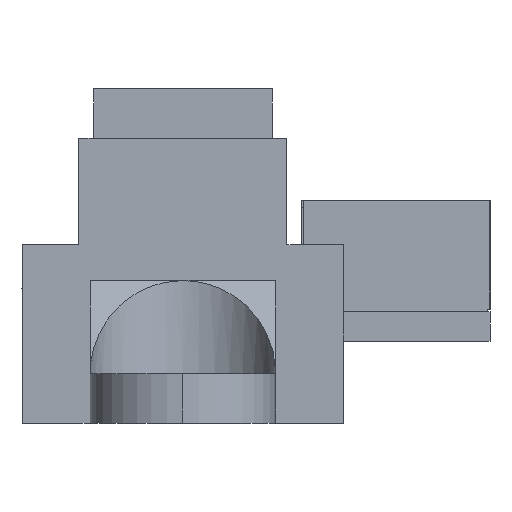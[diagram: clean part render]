
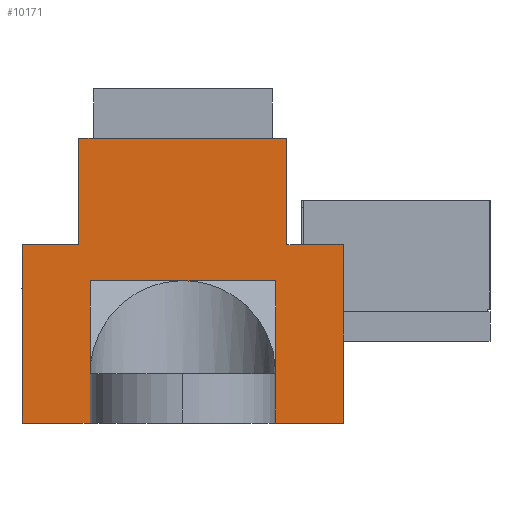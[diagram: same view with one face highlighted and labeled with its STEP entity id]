
A CAD part, left-side view. The second image highlights one B-rep face of the part: STEP entity #10171.
In plain terms, the highlighted planar face has unit normal (-1, 0, 0).
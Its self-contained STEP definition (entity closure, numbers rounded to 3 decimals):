
#26 = EDGE_CURVE ( 'NONE', #13421, #5445, #10482, .T. ) ;
#424 = ORIENTED_EDGE ( 'NONE', *, *, #11857, .T. ) ;
#465 = CARTESIAN_POINT ( 'NONE',  ( -14.75, 3.75, 5.75 ) ) ;
#743 = DIRECTION ( 'NONE',  ( 0., 0., -1. ) ) ;
#767 = DIRECTION ( 'NONE',  ( 0., 0., -1. ) ) ;
#998 = VERTEX_POINT ( 'NONE', #5563 ) ;
#1217 = VERTEX_POINT ( 'NONE', #6194 ) ;
#1453 = CARTESIAN_POINT ( 'NONE',  ( -14.75, -3.75, 5.75 ) ) ;
#1673 = ORIENTED_EDGE ( 'NONE', *, *, #9422, .F. ) ;
#1828 = PLANE ( 'NONE',  #13261 ) ;
#1840 = EDGE_CURVE ( 'NONE', #12405, #8663, #11095, .T. ) ;
#1961 = EDGE_CURVE ( 'NONE', #4298, #6852, #4913, .T. ) ;
#1987 = LINE ( 'NONE', #3261, #2341 ) ;
#2074 = ORIENTED_EDGE ( 'NONE', *, *, #1840, .T. ) ;
#2145 = ORIENTED_EDGE ( 'NONE', *, *, #6653, .F. ) ;
#2341 = VECTOR ( 'NONE', #11991, 1000. ) ;
#2445 = ORIENTED_EDGE ( 'NONE', *, *, #1961, .F. ) ;
#2495 = CARTESIAN_POINT ( 'NONE',  ( -14.75, 3.75, 0. ) ) ;
#2987 = VECTOR ( 'NONE', #13282, 1000. ) ;
#3121 = CARTESIAN_POINT ( 'NONE',  ( -14.75, 3.75, 13.5 ) ) ;
#3173 = EDGE_LOOP ( 'NONE', ( #1673, #10572, #7543, #2145, #2074, #4929, #10938, #13025, #12807, #2445, #11832, #5351, #424 ) ) ;
#3176 = LINE ( 'NONE', #12839, #3267 ) ;
#3261 = CARTESIAN_POINT ( 'NONE',  ( -14.75, -4.2, 13.5 ) ) ;
#3267 = VECTOR ( 'NONE', #6379, 1000. ) ;
#3456 = CARTESIAN_POINT ( 'NONE',  ( -14.75, 4.2, 11.5 ) ) ;
#3854 = CARTESIAN_POINT ( 'NONE',  ( -14.75, 6.495, 0. ) ) ;
#3961 = VECTOR ( 'NONE', #12722, 1000. ) ;
#3967 = CARTESIAN_POINT ( 'NONE',  ( -14.75, 6.495, 7.2 ) ) ;
#4057 = CARTESIAN_POINT ( 'NONE',  ( -14.75, -3.75, 13.5 ) ) ;
#4298 = VERTEX_POINT ( 'NONE', #7416 ) ;
#4318 = LINE ( 'NONE', #3121, #6416 ) ;
#4329 = CARTESIAN_POINT ( 'NONE',  ( -14.75, 6.5, 7.2 ) ) ;
#4456 = EDGE_CURVE ( 'NONE', #5445, #998, #4627, .T. ) ;
#4627 = LINE ( 'NONE', #2495, #11195 ) ;
#4913 = LINE ( 'NONE', #12373, #7517 ) ;
#4929 = ORIENTED_EDGE ( 'NONE', *, *, #13171, .T. ) ;
#4972 = CARTESIAN_POINT ( 'NONE',  ( -14.75, 0., 5.75 ) ) ;
#4973 = VERTEX_POINT ( 'NONE', #3456 ) ;
#5134 = DIRECTION ( 'NONE',  ( 0., -1., 0. ) ) ;
#5170 = LINE ( 'NONE', #11703, #8280 ) ;
#5337 = LINE ( 'NONE', #4329, #5782 ) ;
#5351 = ORIENTED_EDGE ( 'NONE', *, *, #6454, .F. ) ;
#5445 = VERTEX_POINT ( 'NONE', #3854 ) ;
#5563 = CARTESIAN_POINT ( 'NONE',  ( -14.75, 3.75, 0. ) ) ;
#5714 = LINE ( 'NONE', #9123, #13534 ) ;
#5782 = VECTOR ( 'NONE', #5134, 1000. ) ;
#5834 = LINE ( 'NONE', #10168, #12169 ) ;
#6194 = CARTESIAN_POINT ( 'NONE',  ( -14.75, 4.2, 7.2 ) ) ;
#6306 = DIRECTION ( 'NONE',  ( 0., 0., -1. ) ) ;
#6353 = VECTOR ( 'NONE', #743, 1000. ) ;
#6379 = DIRECTION ( 'NONE',  ( 0., -1., 0. ) ) ;
#6416 = VECTOR ( 'NONE', #8450, 1000. ) ;
#6454 = EDGE_CURVE ( 'NONE', #4973, #12737, #6972, .T. ) ;
#6653 = EDGE_CURVE ( 'NONE', #12405, #998, #4318, .T. ) ;
#6852 = VERTEX_POINT ( 'NONE', #13946 ) ;
#6901 = DIRECTION ( 'NONE',  ( 0., -1., 0. ) ) ;
#6972 = LINE ( 'NONE', #11097, #12323 ) ;
#7416 = CARTESIAN_POINT ( 'NONE',  ( -14.75, -4.2, 7.2 ) ) ;
#7452 = EDGE_CURVE ( 'NONE', #12737, #4298, #1987, .T. ) ;
#7517 = VECTOR ( 'NONE', #8109, 1000. ) ;
#7543 = ORIENTED_EDGE ( 'NONE', *, *, #4456, .T. ) ;
#8109 = DIRECTION ( 'NONE',  ( 0., -1., 0. ) ) ;
#8134 = DIRECTION ( 'NONE',  ( 0., 0., -1. ) ) ;
#8280 = VECTOR ( 'NONE', #6306, 1000. ) ;
#8345 = CARTESIAN_POINT ( 'NONE',  ( -14.75, 6.495, 13.5 ) ) ;
#8363 = EDGE_CURVE ( 'NONE', #11762, #11180, #13781, .T. ) ;
#8450 = DIRECTION ( 'NONE',  ( 0., 0., -1. ) ) ;
#8574 = FACE_OUTER_BOUND ( 'NONE', #3173, .T. ) ;
#8663 = VERTEX_POINT ( 'NONE', #4972 ) ;
#8711 = EDGE_CURVE ( 'NONE', #11180, #11863, #3176, .T. ) ;
#8958 = CARTESIAN_POINT ( 'NONE',  ( -14.75, 6.5, 5.75 ) ) ;
#9095 = DIRECTION ( 'NONE',  ( 0., -1., 0. ) ) ;
#9123 = CARTESIAN_POINT ( 'NONE',  ( -14.75, 4.2, 13.5 ) ) ;
#9157 = EDGE_CURVE ( 'NONE', #6852, #11863, #5170, .T. ) ;
#9422 = EDGE_CURVE ( 'NONE', #13421, #1217, #5337, .T. ) ;
#10168 = CARTESIAN_POINT ( 'NONE',  ( -14.75, 6.5, 5.75 ) ) ;
#10171 = ADVANCED_FACE ( 'NONE', ( #8574 ), #1828, .F. ) ;
#10482 = LINE ( 'NONE', #8345, #6353 ) ;
#10572 = ORIENTED_EDGE ( 'NONE', *, *, #26, .T. ) ;
#10576 = DIRECTION ( 'NONE',  ( 1., 0., 0. ) ) ;
#10938 = ORIENTED_EDGE ( 'NONE', *, *, #8363, .T. ) ;
#11095 = LINE ( 'NONE', #8958, #2987 ) ;
#11097 = CARTESIAN_POINT ( 'NONE',  ( -14.75, -4.2, 11.5 ) ) ;
#11100 = DIRECTION ( 'NONE',  ( 0., -1., 0. ) ) ;
#11180 = VERTEX_POINT ( 'NONE', #12831 ) ;
#11195 = VECTOR ( 'NONE', #11100, 1000. ) ;
#11325 = CARTESIAN_POINT ( 'NONE',  ( -14.75, -4.2, 11.5 ) ) ;
#11334 = CARTESIAN_POINT ( 'NONE',  ( -14.75, -6.5, 0. ) ) ;
#11703 = CARTESIAN_POINT ( 'NONE',  ( -14.75, -6.5, 13.5 ) ) ;
#11762 = VERTEX_POINT ( 'NONE', #1453 ) ;
#11832 = ORIENTED_EDGE ( 'NONE', *, *, #7452, .F. ) ;
#11857 = EDGE_CURVE ( 'NONE', #4973, #1217, #5714, .T. ) ;
#11863 = VERTEX_POINT ( 'NONE', #11334 ) ;
#11991 = DIRECTION ( 'NONE',  ( 0., 0., -1. ) ) ;
#12169 = VECTOR ( 'NONE', #9095, 1000. ) ;
#12323 = VECTOR ( 'NONE', #6901, 1000. ) ;
#12373 = CARTESIAN_POINT ( 'NONE',  ( -14.75, -6.5, 7.2 ) ) ;
#12405 = VERTEX_POINT ( 'NONE', #465 ) ;
#12722 = DIRECTION ( 'NONE',  ( 0., 0., -1. ) ) ;
#12737 = VERTEX_POINT ( 'NONE', #11325 ) ;
#12807 = ORIENTED_EDGE ( 'NONE', *, *, #9157, .F. ) ;
#12831 = CARTESIAN_POINT ( 'NONE',  ( -14.75, -3.75, 0. ) ) ;
#12839 = CARTESIAN_POINT ( 'NONE',  ( -14.75, -6.5, 0. ) ) ;
#12898 = CARTESIAN_POINT ( 'NONE',  ( -14.75, -6.5, 13.5 ) ) ;
#13025 = ORIENTED_EDGE ( 'NONE', *, *, #8711, .T. ) ;
#13171 = EDGE_CURVE ( 'NONE', #8663, #11762, #5834, .T. ) ;
#13261 = AXIS2_PLACEMENT_3D ( 'NONE', #12898, #10576, #767 ) ;
#13282 = DIRECTION ( 'NONE',  ( 0., -1., 0. ) ) ;
#13421 = VERTEX_POINT ( 'NONE', #3967 ) ;
#13534 = VECTOR ( 'NONE', #8134, 1000. ) ;
#13781 = LINE ( 'NONE', #4057, #3961 ) ;
#13946 = CARTESIAN_POINT ( 'NONE',  ( -14.75, -6.5, 7.2 ) ) ;
